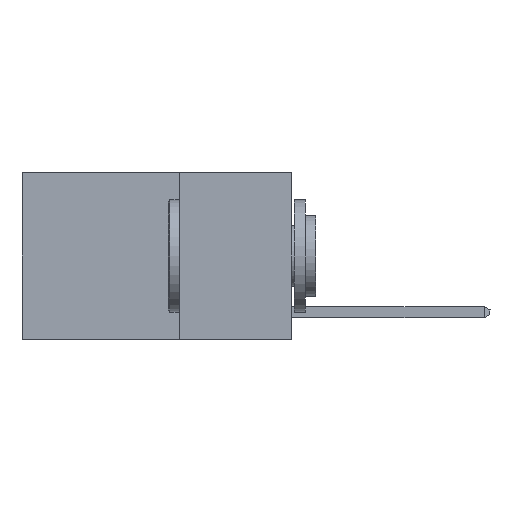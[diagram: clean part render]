
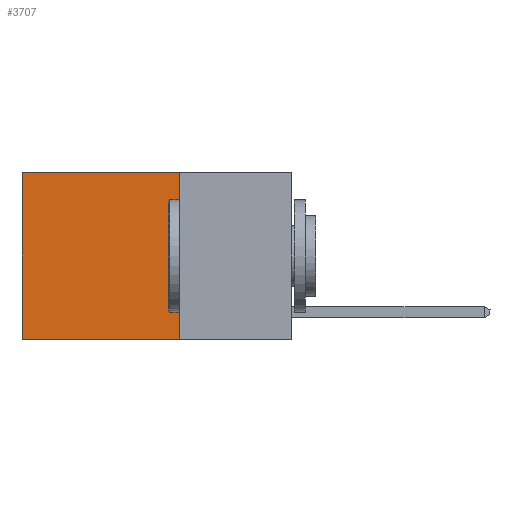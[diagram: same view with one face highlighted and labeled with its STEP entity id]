
A CAD part, left-side view. The second image highlights one B-rep face of the part: STEP entity #3707.
In plain terms, the highlighted planar face has unit normal (-1, 0, 0).
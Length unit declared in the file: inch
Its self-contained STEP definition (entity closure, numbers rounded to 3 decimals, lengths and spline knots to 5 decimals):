
#233 = ORIENTED_EDGE ( 'NONE', *, *, #2298, .F. ) ;
#264 = VERTEX_POINT ( 'NONE', #16012 ) ;
#1104 = DIRECTION ( 'NONE',  ( 0., 1., 0. ) ) ;
#1808 = VECTOR ( 'NONE', #1104, 39.37008 ) ;
#1841 = LINE ( 'NONE', #6295, #22744 ) ;
#2298 = EDGE_CURVE ( 'NONE', #22241, #19750, #20279, .T. ) ;
#2669 = CARTESIAN_POINT ( 'NONE',  ( 0.2625, 0.25, 0. ) ) ;
#2735 = FACE_OUTER_BOUND ( 'NONE', #7869, .T. ) ;
#3707 = ADVANCED_FACE ( 'NONE', ( #2735 ), #4550, .F. ) ;
#4550 = PLANE ( 'NONE',  #4883 ) ;
#4634 = CARTESIAN_POINT ( 'NONE',  ( 0.2625, 0.25, 0. ) ) ;
#4883 = AXIS2_PLACEMENT_3D ( 'NONE', #4634, #20838, #8700 ) ;
#5055 = CARTESIAN_POINT ( 'NONE',  ( 0.2625, 0.6, 0. ) ) ;
#5252 = CARTESIAN_POINT ( 'NONE',  ( 0.2625, 0.6, 0. ) ) ;
#6295 = CARTESIAN_POINT ( 'NONE',  ( 0.2625, 0.25, 0. ) ) ;
#6377 = DIRECTION ( 'NONE',  ( 0., 1., 0. ) ) ;
#6740 = DIRECTION ( 'NONE',  ( 0., 0., -1. ) ) ;
#7189 = LINE ( 'NONE', #9220, #1808 ) ;
#7869 = EDGE_LOOP ( 'NONE', ( #19145, #19724, #233, #15257 ) ) ;
#8700 = DIRECTION ( 'NONE',  ( 0., 0., -1. ) ) ;
#9220 = CARTESIAN_POINT ( 'NONE',  ( 0.2625, 0.25, -0.37 ) ) ;
#9372 = VERTEX_POINT ( 'NONE', #5252 ) ;
#12028 = EDGE_CURVE ( 'NONE', #9372, #264, #16001, .T. ) ;
#14946 = VECTOR ( 'NONE', #6740, 39.37008 ) ;
#15257 = ORIENTED_EDGE ( 'NONE', *, *, #18330, .T. ) ;
#16001 = LINE ( 'NONE', #5055, #22591 ) ;
#16012 = CARTESIAN_POINT ( 'NONE',  ( 0.2625, 0.6, -0.37 ) ) ;
#17244 = CARTESIAN_POINT ( 'NONE',  ( 0.2625, 0.25, 0. ) ) ;
#18330 = EDGE_CURVE ( 'NONE', #22241, #9372, #1841, .T. ) ;
#19145 = ORIENTED_EDGE ( 'NONE', *, *, #12028, .T. ) ;
#19233 = DIRECTION ( 'NONE',  ( 0., 0., -1. ) ) ;
#19724 = ORIENTED_EDGE ( 'NONE', *, *, #25864, .F. ) ;
#19750 = VERTEX_POINT ( 'NONE', #21027 ) ;
#20279 = LINE ( 'NONE', #2669, #14946 ) ;
#20838 = DIRECTION ( 'NONE',  ( 1., 0., 0. ) ) ;
#21027 = CARTESIAN_POINT ( 'NONE',  ( 0.2625, 0.25, -0.37 ) ) ;
#22241 = VERTEX_POINT ( 'NONE', #17244 ) ;
#22591 = VECTOR ( 'NONE', #19233, 39.37008 ) ;
#22744 = VECTOR ( 'NONE', #6377, 39.37008 ) ;
#25864 = EDGE_CURVE ( 'NONE', #19750, #264, #7189, .T. ) ;
